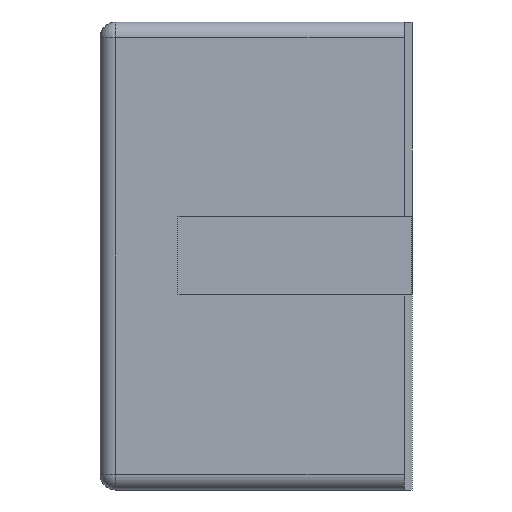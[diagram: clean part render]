
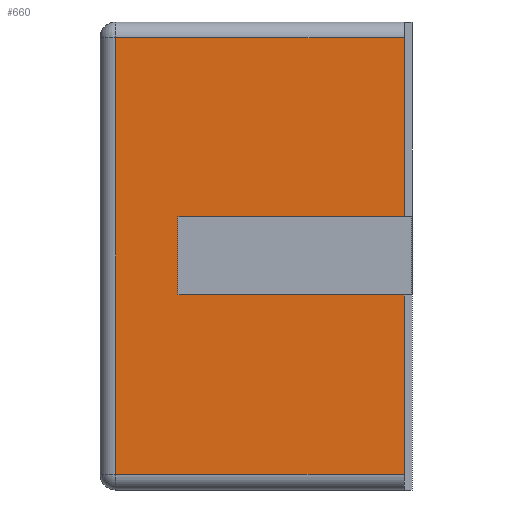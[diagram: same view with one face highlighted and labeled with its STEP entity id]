
A CAD part, left-side view. The second image highlights one B-rep face of the part: STEP entity #660.
In plain terms, the highlighted planar face has unit normal (-1, 0, 0).
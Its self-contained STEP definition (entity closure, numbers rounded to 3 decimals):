
#23 = LINE ( 'NONE', #1065, #536 ) ;
#76 = LINE ( 'NONE', #1111, #221 ) ;
#77 = CARTESIAN_POINT ( 'NONE',  ( -1.5, 1.9, -1.4 ) ) ;
#101 = VECTOR ( 'NONE', #906, 1000. ) ;
#106 = ORIENTED_EDGE ( 'NONE', *, *, #162, .T. ) ;
#124 = LINE ( 'NONE', #630, #101 ) ;
#162 = EDGE_CURVE ( 'NONE', #1002, #242, #949, .T. ) ;
#175 = ORIENTED_EDGE ( 'NONE', *, *, #1181, .T. ) ;
#176 = EDGE_LOOP ( 'NONE', ( #175, #1090, #278, #662, #321, #646, #426, #106 ) ) ;
#194 = VECTOR ( 'NONE', #416, 1000. ) ;
#203 = VERTEX_POINT ( 'NONE', #794 ) ;
#221 = VECTOR ( 'NONE', #1127, 1000. ) ;
#242 = VERTEX_POINT ( 'NONE', #720 ) ;
#274 = VERTEX_POINT ( 'NONE', #77 ) ;
#278 = ORIENTED_EDGE ( 'NONE', *, *, #334, .T. ) ;
#321 = ORIENTED_EDGE ( 'NONE', *, *, #894, .T. ) ;
#334 = EDGE_CURVE ( 'NONE', #203, #982, #1162, .T. ) ;
#385 = VERTEX_POINT ( 'NONE', #1012 ) ;
#412 = VECTOR ( 'NONE', #705, 1000. ) ;
#416 = DIRECTION ( 'NONE',  ( 0., -1., 0. ) ) ;
#420 = EDGE_CURVE ( 'NONE', #982, #691, #76, .T. ) ;
#423 = DIRECTION ( 'NONE',  ( 0., 0., -1. ) ) ;
#424 = CARTESIAN_POINT ( 'NONE',  ( -1.5, 0.05, 1.4 ) ) ;
#426 = ORIENTED_EDGE ( 'NONE', *, *, #1145, .T. ) ;
#442 = CARTESIAN_POINT ( 'NONE',  ( -1.5, 1.5, 0.25 ) ) ;
#470 = FACE_OUTER_BOUND ( 'NONE', #176, .T. ) ;
#518 = CARTESIAN_POINT ( 'NONE',  ( -1.5, 2., 1.5 ) ) ;
#536 = VECTOR ( 'NONE', #1071, 1000. ) ;
#540 = DIRECTION ( 'NONE',  ( 0., 0., 1. ) ) ;
#570 = LINE ( 'NONE', #1010, #869 ) ;
#606 = EDGE_CURVE ( 'NONE', #274, #203, #698, .T. ) ;
#608 = CARTESIAN_POINT ( 'NONE',  ( -1.5, 2., 1.4 ) ) ;
#622 = DIRECTION ( 'NONE',  ( 1., 0., 0. ) ) ;
#630 = CARTESIAN_POINT ( 'NONE',  ( -1.5, 1.9, -1.5 ) ) ;
#644 = AXIS2_PLACEMENT_3D ( 'NONE', #518, #622, #423 ) ;
#646 = ORIENTED_EDGE ( 'NONE', *, *, #860, .T. ) ;
#660 = ADVANCED_FACE ( 'NONE', ( #470 ), #1087, .F. ) ;
#662 = ORIENTED_EDGE ( 'NONE', *, *, #420, .T. ) ;
#691 = VERTEX_POINT ( 'NONE', #985 ) ;
#698 = LINE ( 'NONE', #956, #194 ) ;
#705 = DIRECTION ( 'NONE',  ( 0., 1., 0. ) ) ;
#720 = CARTESIAN_POINT ( 'NONE',  ( -1.5, 1.9, 1.4 ) ) ;
#794 = CARTESIAN_POINT ( 'NONE',  ( -1.5, 0.05, -1.4 ) ) ;
#860 = EDGE_CURVE ( 'NONE', #1011, #385, #992, .T. ) ;
#869 = VECTOR ( 'NONE', #540, 1000. ) ;
#894 = EDGE_CURVE ( 'NONE', #691, #1011, #23, .T. ) ;
#906 = DIRECTION ( 'NONE',  ( 0., 0., -1. ) ) ;
#921 = DIRECTION ( 'NONE',  ( 0., 0., 1. ) ) ;
#949 = LINE ( 'NONE', #608, #412 ) ;
#956 = CARTESIAN_POINT ( 'NONE',  ( -1.5, 2., -1.4 ) ) ;
#977 = CARTESIAN_POINT ( 'NONE',  ( -1.5, 2., 0.25 ) ) ;
#982 = VERTEX_POINT ( 'NONE', #1163 ) ;
#985 = CARTESIAN_POINT ( 'NONE',  ( -1.5, 1.5, -0.25 ) ) ;
#992 = LINE ( 'NONE', #977, #1130 ) ;
#1002 = VERTEX_POINT ( 'NONE', #424 ) ;
#1010 = CARTESIAN_POINT ( 'NONE',  ( -1.5, 0.05, -1.5 ) ) ;
#1011 = VERTEX_POINT ( 'NONE', #442 ) ;
#1012 = CARTESIAN_POINT ( 'NONE',  ( -1.5, 0.05, 0.25 ) ) ;
#1065 = CARTESIAN_POINT ( 'NONE',  ( -1.5, 1.5, 1.5 ) ) ;
#1071 = DIRECTION ( 'NONE',  ( 0., 0., 1. ) ) ;
#1087 = PLANE ( 'NONE',  #644 ) ;
#1090 = ORIENTED_EDGE ( 'NONE', *, *, #606, .T. ) ;
#1111 = CARTESIAN_POINT ( 'NONE',  ( -1.5, 2., -0.25 ) ) ;
#1127 = DIRECTION ( 'NONE',  ( 0., 1., 0. ) ) ;
#1130 = VECTOR ( 'NONE', #1174, 1000. ) ;
#1133 = VECTOR ( 'NONE', #921, 1000. ) ;
#1145 = EDGE_CURVE ( 'NONE', #385, #1002, #570, .T. ) ;
#1162 = LINE ( 'NONE', #1227, #1133 ) ;
#1163 = CARTESIAN_POINT ( 'NONE',  ( -1.5, 0.05, -0.25 ) ) ;
#1174 = DIRECTION ( 'NONE',  ( 0., -1., 0. ) ) ;
#1181 = EDGE_CURVE ( 'NONE', #242, #274, #124, .T. ) ;
#1227 = CARTESIAN_POINT ( 'NONE',  ( -1.5, 0.05, -1.5 ) ) ;
